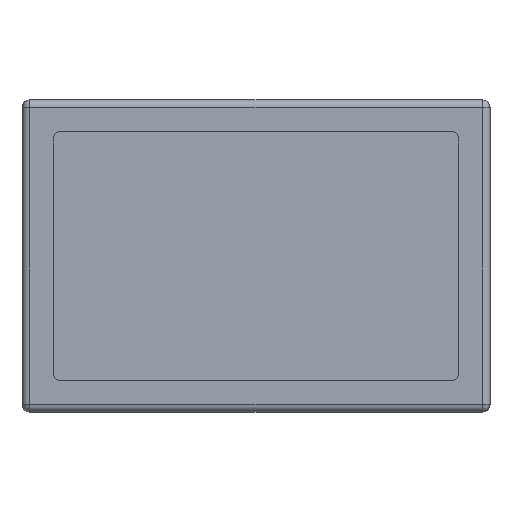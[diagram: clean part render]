
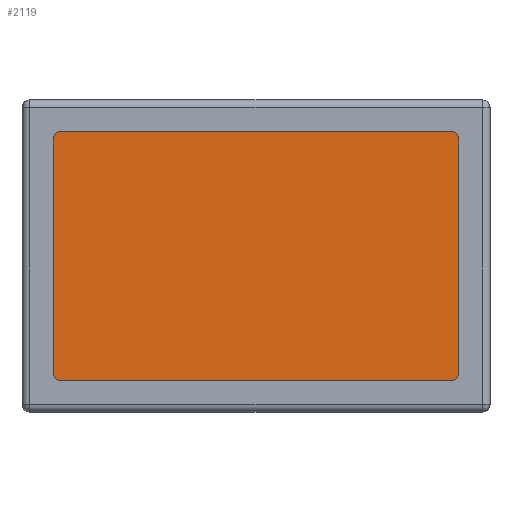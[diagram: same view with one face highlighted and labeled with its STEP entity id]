
A CAD part, top view. The second image highlights one B-rep face of the part: STEP entity #2119.
In plain terms, the highlighted free-form (B-spline) face has degree [1, 1] with [2, 2] control points.
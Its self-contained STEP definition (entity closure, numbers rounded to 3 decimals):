
#2119 = ADVANCED_FACE('',(#2120),#2182,.T.);
#2120 = FACE_BOUND('',#2121,.T.);
#2121 = EDGE_LOOP('',(#2122,#2131,#2139,#2146,#2154,#2161,#2169,#2176));
#2122 = ORIENTED_EDGE('',*,*,#2123,.T.);
#2123 = EDGE_CURVE('',#2124,#2126,#2128,.T.);
#2124 = VERTEX_POINT('',#2125);
#2125 = CARTESIAN_POINT('',(-360.163,207.786,
    623.359));
#2126 = VERTEX_POINT('',#2127);
#2127 = CARTESIAN_POINT('',(-360.163,-207.786,
    623.359));
#2128 = B_SPLINE_CURVE_WITH_KNOTS('',1,(#2129,#2130),.UNSPECIFIED.,.F.,
  .F.,(2,2),(0.,30.),.PIECEWISE_BEZIER_KNOTS.);
#2129 = CARTESIAN_POINT('',(-360.163,207.786,
    623.359));
#2130 = CARTESIAN_POINT('',(-360.163,-207.786,
    623.359));
#2131 = ORIENTED_EDGE('',*,*,#2132,.T.);
#2132 = EDGE_CURVE('',#2126,#2133,#2135,.T.);
#2133 = VERTEX_POINT('',#2134);
#2134 = CARTESIAN_POINT('',(-346.311,-221.639,
    623.359));
#2135 = ( BOUNDED_CURVE() B_SPLINE_CURVE(2,(#2136,#2137,#2138),
.UNSPECIFIED.,.F.,.F.) B_SPLINE_CURVE_WITH_KNOTS((3,3),(30.,
31.571),.PIECEWISE_BEZIER_KNOTS.) CURVE() 
GEOMETRIC_REPRESENTATION_ITEM() RATIONAL_B_SPLINE_CURVE((1.,
0.707,1.)) REPRESENTATION_ITEM('') );
#2136 = CARTESIAN_POINT('',(-360.163,-207.786,
    623.359));
#2137 = CARTESIAN_POINT('',(-360.163,-221.639,
    623.359));
#2138 = CARTESIAN_POINT('',(-346.311,-221.639,
    623.359));
#2139 = ORIENTED_EDGE('',*,*,#2140,.T.);
#2140 = EDGE_CURVE('',#2133,#2141,#2143,.T.);
#2141 = VERTEX_POINT('',#2142);
#2142 = CARTESIAN_POINT('',(346.311,-221.639,
    623.359));
#2143 = B_SPLINE_CURVE_WITH_KNOTS('',1,(#2144,#2145),.UNSPECIFIED.,.F.,
  .F.,(2,2),(31.571,81.571),.PIECEWISE_BEZIER_KNOTS.);
#2144 = CARTESIAN_POINT('',(-346.311,-221.639,
    623.359));
#2145 = CARTESIAN_POINT('',(346.311,-221.639,
    623.359));
#2146 = ORIENTED_EDGE('',*,*,#2147,.T.);
#2147 = EDGE_CURVE('',#2141,#2148,#2150,.T.);
#2148 = VERTEX_POINT('',#2149);
#2149 = CARTESIAN_POINT('',(360.163,-207.786,
    623.359));
#2150 = ( BOUNDED_CURVE() B_SPLINE_CURVE(2,(#2151,#2152,#2153),
.UNSPECIFIED.,.F.,.F.) B_SPLINE_CURVE_WITH_KNOTS((3,3),(81.571,
83.142),.PIECEWISE_BEZIER_KNOTS.) CURVE() 
GEOMETRIC_REPRESENTATION_ITEM() RATIONAL_B_SPLINE_CURVE((1.,
0.707,1.)) REPRESENTATION_ITEM('') );
#2151 = CARTESIAN_POINT('',(346.311,-221.639,
    623.359));
#2152 = CARTESIAN_POINT('',(360.163,-221.639,
    623.359));
#2153 = CARTESIAN_POINT('',(360.163,-207.786,
    623.359));
#2154 = ORIENTED_EDGE('',*,*,#2155,.T.);
#2155 = EDGE_CURVE('',#2148,#2156,#2158,.T.);
#2156 = VERTEX_POINT('',#2157);
#2157 = CARTESIAN_POINT('',(360.163,207.786,
    623.359));
#2158 = B_SPLINE_CURVE_WITH_KNOTS('',1,(#2159,#2160),.UNSPECIFIED.,.F.,
  .F.,(2,2),(83.142,113.142),.PIECEWISE_BEZIER_KNOTS.);
#2159 = CARTESIAN_POINT('',(360.163,-207.786,
    623.359));
#2160 = CARTESIAN_POINT('',(360.163,207.786,
    623.359));
#2161 = ORIENTED_EDGE('',*,*,#2162,.T.);
#2162 = EDGE_CURVE('',#2156,#2163,#2165,.T.);
#2163 = VERTEX_POINT('',#2164);
#2164 = CARTESIAN_POINT('',(346.311,221.639,
    623.359));
#2165 = ( BOUNDED_CURVE() B_SPLINE_CURVE(2,(#2166,#2167,#2168),
.UNSPECIFIED.,.F.,.F.) B_SPLINE_CURVE_WITH_KNOTS((3,3),(113.142,
114.712),.PIECEWISE_BEZIER_KNOTS.) CURVE() 
GEOMETRIC_REPRESENTATION_ITEM() RATIONAL_B_SPLINE_CURVE((1.,
0.707,1.)) REPRESENTATION_ITEM('') );
#2166 = CARTESIAN_POINT('',(360.163,207.786,
    623.359));
#2167 = CARTESIAN_POINT('',(360.163,221.639,
    623.359));
#2168 = CARTESIAN_POINT('',(346.311,221.639,
    623.359));
#2169 = ORIENTED_EDGE('',*,*,#2170,.T.);
#2170 = EDGE_CURVE('',#2163,#2171,#2173,.T.);
#2171 = VERTEX_POINT('',#2172);
#2172 = CARTESIAN_POINT('',(-346.311,221.639,
    623.359));
#2173 = B_SPLINE_CURVE_WITH_KNOTS('',1,(#2174,#2175),.UNSPECIFIED.,.F.,
  .F.,(2,2),(114.712,164.712),.PIECEWISE_BEZIER_KNOTS.);
#2174 = CARTESIAN_POINT('',(346.311,221.639,
    623.359));
#2175 = CARTESIAN_POINT('',(-346.311,221.639,
    623.359));
#2176 = ORIENTED_EDGE('',*,*,#2177,.T.);
#2177 = EDGE_CURVE('',#2171,#2124,#2178,.T.);
#2178 = ( BOUNDED_CURVE() B_SPLINE_CURVE(2,(#2179,#2180,#2181),
.UNSPECIFIED.,.F.,.F.) B_SPLINE_CURVE_WITH_KNOTS((3,3),(164.712,
166.283),.PIECEWISE_BEZIER_KNOTS.) CURVE() 
GEOMETRIC_REPRESENTATION_ITEM() RATIONAL_B_SPLINE_CURVE((1.,
0.707,1.)) REPRESENTATION_ITEM('') );
#2179 = CARTESIAN_POINT('',(-346.311,221.639,
    623.359));
#2180 = CARTESIAN_POINT('',(-360.163,221.639,
    623.359));
#2181 = CARTESIAN_POINT('',(-360.163,207.786,
    623.359));
#2182 = B_SPLINE_SURFACE_WITH_KNOTS('',1,1,(
    (#2183,#2184)
    ,(#2185,#2186
    )),.UNSPECIFIED.,.F.,.F.,.F.,(2,2),(2,2),(-6.5,58.5),(-35.,5.),
  .PIECEWISE_BEZIER_KNOTS.);
#2183 = CARTESIAN_POINT('',(-450.204,-277.049,
    623.359));
#2184 = CARTESIAN_POINT('',(-450.204,277.049,
    623.359));
#2185 = CARTESIAN_POINT('',(450.204,-277.049,
    623.359));
#2186 = CARTESIAN_POINT('',(450.204,277.049,
    623.359));
